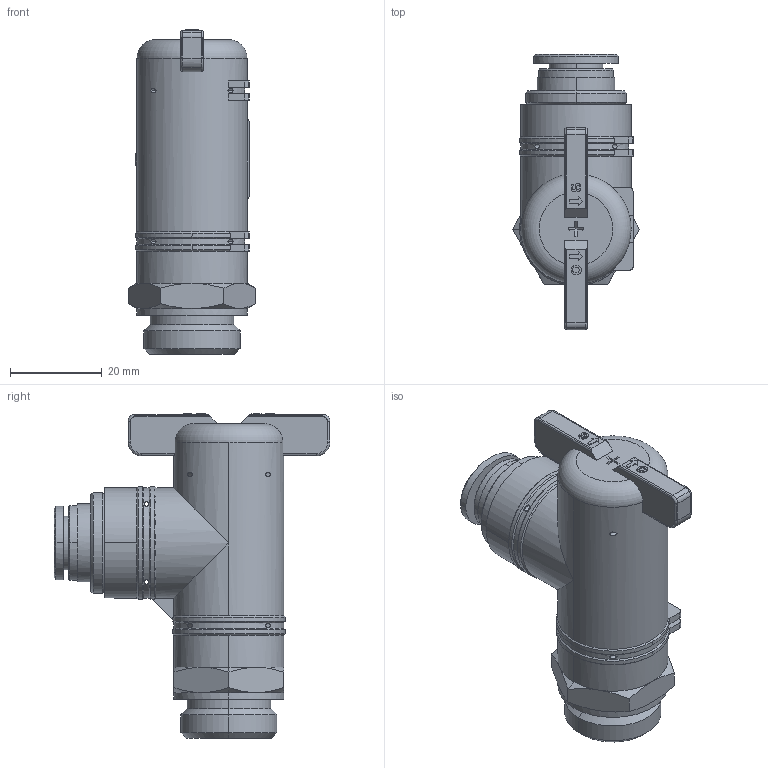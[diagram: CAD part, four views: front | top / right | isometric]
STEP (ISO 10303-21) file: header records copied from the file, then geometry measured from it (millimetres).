
FILE_DESCRIPTION (( 'STEP AP214' ), '1' );
FILE_NAME ('BL60-10-G04.STEP', '2021-04-19T09:02:37', ( '' ), ( '' ), 'SwSTEP 2.0', 'SolidWorks 2021', '' );
FILE_SCHEMA (( 'AUTOMOTIVE_DESIGN' ));
Length unit declared in the file: millimetre
Products named in the file (3): BL601002-MDT.stp; BL6010G04-mdt.stp; BL60-10-G04
Assembly tree (2 placements, depth 3):
  BL60-10-G04
    BL6010G04-mdt.stp
      BL601002-MDT.stp
Bounding box: 27.71 x 60.1 x 70.8 mm (x, y, z)
Surface area: 10487.6 mm2 (no closed solid volume)
Topology: 0 solids, 5 shells, 823 faces, 2265 edges, 1478 vertices
Faces by surface type: plane 607, cylinder 136, cone 59, torus 12, bspline 9
Entity records: 34740 total; most frequent: CARTESIAN_POINT 15981, ORIENTED_EDGE 4514, EDGE_CURVE 2263, B_SPLINE_CURVE_WITH_KNOTS 2207, DIRECTION 1692, VERTEX_POINT 1478, EDGE_LOOP 862, FACE_OUTER_BOUND 823
